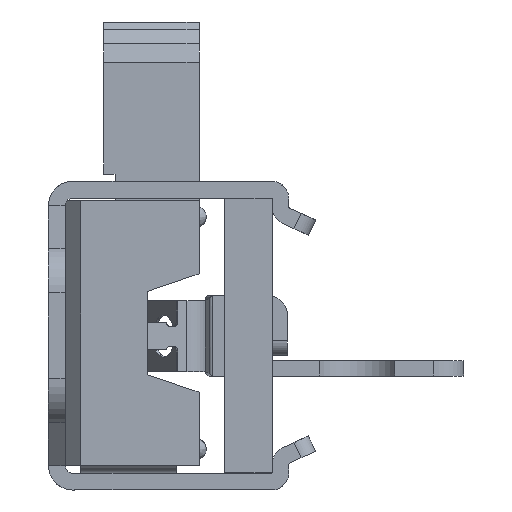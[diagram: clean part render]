
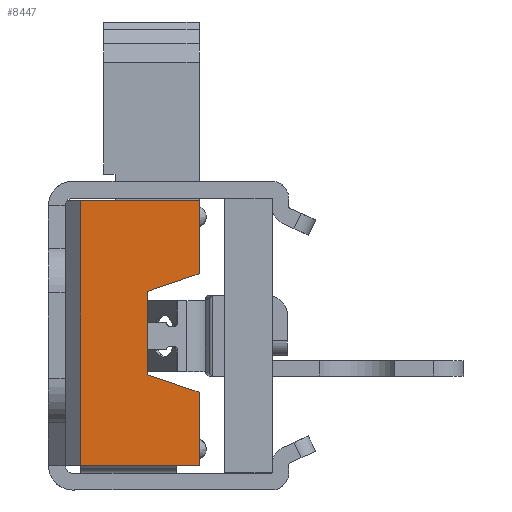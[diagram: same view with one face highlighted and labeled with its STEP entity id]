
A CAD part, left-side view. The second image highlights one B-rep face of the part: STEP entity #8447.
In plain terms, the highlighted planar face has unit normal (-1, 0, 0).
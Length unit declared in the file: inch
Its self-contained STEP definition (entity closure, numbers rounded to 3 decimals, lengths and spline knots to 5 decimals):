
#711=FACE_OUTER_BOUND('',#1143,.T.);
#1143=EDGE_LOOP('',(#6922,#6923,#6924,#6925,#6926,#6927,#6928,#6929));
#1876=LINE('',#12923,#2821);
#1913=LINE('',#13011,#2858);
#1935=LINE('',#13197,#2880);
#1962=LINE('',#13260,#2907);
#1966=LINE('',#13267,#2911);
#1970=LINE('',#13275,#2915);
#2019=LINE('',#13381,#2964);
#2020=LINE('',#13383,#2965);
#2821=VECTOR('',#10511,0.3937);
#2858=VECTOR('',#10594,0.3937);
#2880=VECTOR('',#10672,0.3937);
#2907=VECTOR('',#10731,0.3937);
#2911=VECTOR('',#10737,0.3937);
#2915=VECTOR('',#10745,0.3937);
#2964=VECTOR('',#10848,0.3937);
#2965=VECTOR('',#10851,0.3937);
#3684=VERTEX_POINT('',#12920);
#3685=VERTEX_POINT('',#12922);
#3712=VERTEX_POINT('',#13008);
#3713=VERTEX_POINT('',#13010);
#3741=VERTEX_POINT('',#13196);
#3761=VERTEX_POINT('',#13259);
#3763=VERTEX_POINT('',#13265);
#3765=VERTEX_POINT('',#13274);
#4705=EDGE_CURVE('',#3685,#3684,#1876,.T.);
#4749=EDGE_CURVE('',#3712,#3713,#1913,.T.);
#4787=EDGE_CURVE('',#3741,#3713,#1935,.T.);
#4818=EDGE_CURVE('',#3761,#3685,#1962,.T.);
#4822=EDGE_CURVE('',#3684,#3763,#1966,.T.);
#4826=EDGE_CURVE('',#3761,#3765,#1970,.T.);
#4879=EDGE_CURVE('',#3712,#3765,#2019,.T.);
#4880=EDGE_CURVE('',#3741,#3763,#2020,.T.);
#6922=ORIENTED_EDGE('',*,*,#4749,.F.);
#6923=ORIENTED_EDGE('',*,*,#4879,.T.);
#6924=ORIENTED_EDGE('',*,*,#4826,.F.);
#6925=ORIENTED_EDGE('',*,*,#4818,.T.);
#6926=ORIENTED_EDGE('',*,*,#4705,.T.);
#6927=ORIENTED_EDGE('',*,*,#4822,.T.);
#6928=ORIENTED_EDGE('',*,*,#4880,.F.);
#6929=ORIENTED_EDGE('',*,*,#4787,.T.);
#7708=PLANE('',#9027);
#8447=ADVANCED_FACE('',(#711),#7708,.T.);
#9027=AXIS2_PLACEMENT_3D('',#13384,#10852,#10853);
#10511=DIRECTION('',(0.,0.,1.));
#10594=DIRECTION('',(0.,0.,1.));
#10672=DIRECTION('',(0.,1.,0.));
#10731=DIRECTION('',(0.,0.947,0.32));
#10737=DIRECTION('',(0.,-0.947,0.32));
#10745=DIRECTION('',(0.,0.,-1.));
#10848=DIRECTION('',(0.,-1.,0.));
#10851=DIRECTION('',(0.,0.,-1.));
#10852=DIRECTION('center_axis',(-1.,0.,0.));
#10853=DIRECTION('ref_axis',(0.,0.,
1.));
#12920=CARTESIAN_POINT('',(-0.17178,0.07235,0.0579));
#12922=CARTESIAN_POINT('',(-0.17178,0.07235,-0.0511));
#12923=CARTESIAN_POINT('',(-0.17178,0.07235,0.03065));
#13008=CARTESIAN_POINT('',(-0.17178,0.15935,-0.1696));
#13010=CARTESIAN_POINT('',(-0.17178,0.15935,0.1764));
#13011=CARTESIAN_POINT('',(-0.17178,0.15935,0.0034));
#13196=CARTESIAN_POINT('',(-0.17178,0.00435,0.1764));
#13197=CARTESIAN_POINT('',(-0.17178,0.00435,0.1764));
#13259=CARTESIAN_POINT('',(-0.17178,0.00435,-0.0741));
#13260=CARTESIAN_POINT('',(-0.17178,0.05011,-0.05862));
#13265=CARTESIAN_POINT('',(-0.17178,0.00435,0.0809));
#13267=CARTESIAN_POINT('',(-0.17178,0.01611,0.07693));
#13274=CARTESIAN_POINT('',(-0.17178,0.00435,-0.1696));
#13275=CARTESIAN_POINT('',(-0.17178,0.00435,0.0034));
#13381=CARTESIAN_POINT('',(-0.17178,0.00435,-0.1696));
#13383=CARTESIAN_POINT('',(-0.17178,0.00435,0.0034));
#13384=CARTESIAN_POINT('Origin',(-0.17178,0.00435,
0.0034));
